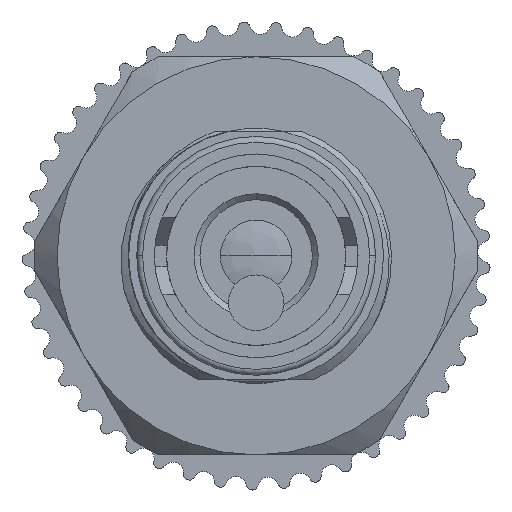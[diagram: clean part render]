
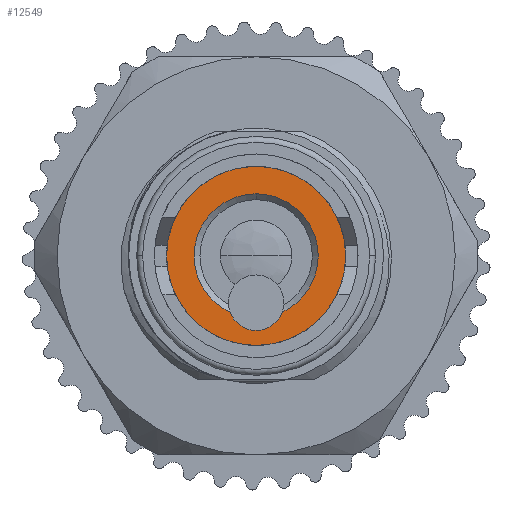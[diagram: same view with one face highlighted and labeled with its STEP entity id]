
A CAD part, front view. The second image highlights one B-rep face of the part: STEP entity #12549.
In plain terms, the highlighted planar face has unit normal (0, -1, 0).
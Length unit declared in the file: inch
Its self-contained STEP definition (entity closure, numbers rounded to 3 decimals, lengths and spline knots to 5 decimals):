
#4963=CARTESIAN_POINT('',(0.,0.80709,0.));
#4964=DIRECTION('',(0.,-1.,0.));
#4965=DIRECTION('',(1.,0.,0.));
#4966=AXIS2_PLACEMENT_3D('',#4963,#4964,#4965);
#4968=CARTESIAN_POINT('',(0.,0.80709,0.));
#4969=DIRECTION('',(0.,-1.,0.));
#4970=DIRECTION('',(-1.,0.,0.));
#4971=AXIS2_PLACEMENT_3D('',#4968,#4969,#4970);
#4973=CARTESIAN_POINT('',(0.,0.80709,0.));
#4974=DIRECTION('',(0.,1.,0.));
#4975=DIRECTION('',(0.,0.,-1.));
#4976=AXIS2_PLACEMENT_3D('',#4973,#4974,#4975);
#4978=CARTESIAN_POINT('',(0.,0.80709,0.));
#4979=DIRECTION('',(0.,1.,0.));
#4980=DIRECTION('',(0.,0.,1.));
#4981=AXIS2_PLACEMENT_3D('',#4978,#4979,#4980);
#5379=CARTESIAN_POINT('',(0.,0.80709,-0.10433));
#5380=CARTESIAN_POINT('',(0.,0.80709,0.10433));
#5381=VERTEX_POINT('',#5379);
#5382=VERTEX_POINT('',#5380);
#5411=CARTESIAN_POINT('',(0.15059,0.80709,0.));
#5412=CARTESIAN_POINT('',(-0.15059,0.80709,0.));
#5413=VERTEX_POINT('',#5411);
#5414=VERTEX_POINT('',#5412);
#12534=CARTESIAN_POINT('',(0.,0.80709,0.));
#12535=DIRECTION('',(0.,-1.,0.));
#12536=DIRECTION('',(-1.,0.,0.));
#12537=AXIS2_PLACEMENT_3D('',#12534,#12535,#12536);
#12538=PLANE('',#12537);
#12539=ORIENTED_EDGE('',*,*,#12524,.F.);
#12540=ORIENTED_EDGE('',*,*,#12367,.F.);
#12541=EDGE_LOOP('',(#12539,#12540));
#12542=FACE_OUTER_BOUND('',#12541,.F.);
#12544=ORIENTED_EDGE('',*,*,#12543,.F.);
#12546=ORIENTED_EDGE('',*,*,#12545,.F.);
#12547=EDGE_LOOP('',(#12544,#12546));
#12548=FACE_BOUND('',#12547,.F.);
#12549=ADVANCED_FACE('',(#12542,#12548),#12538,.T.);
#4967=CIRCLE('',#4966,0.15059);
#4972=CIRCLE('',#4971,0.15059);
#4977=CIRCLE('',#4976,0.10433);
#4982=CIRCLE('',#4981,0.10433);
#12367=EDGE_CURVE('',#5414,#5413,#4972,.T.);
#12524=EDGE_CURVE('',#5413,#5414,#4967,.T.);
#12543=EDGE_CURVE('',#5381,#5382,#4977,.T.);
#12545=EDGE_CURVE('',#5382,#5381,#4982,.T.);
